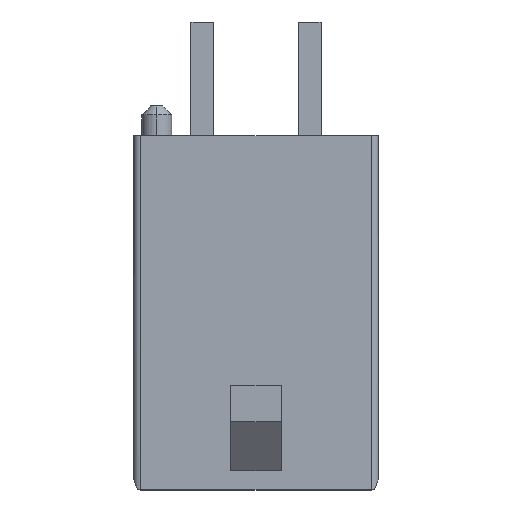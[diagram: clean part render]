
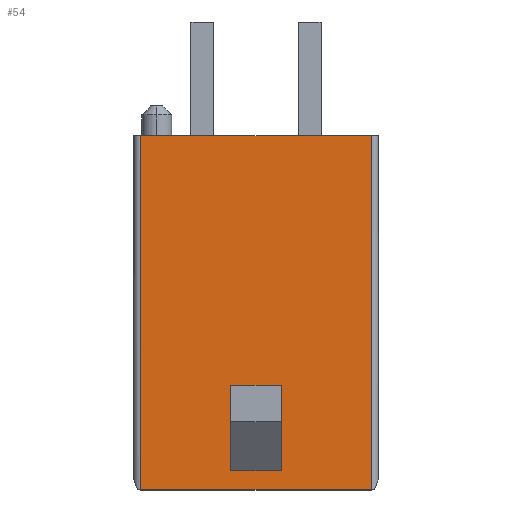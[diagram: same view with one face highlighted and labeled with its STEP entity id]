
A CAD part, top view. The second image highlights one B-rep face of the part: STEP entity #54.
In plain terms, the highlighted planar face has unit normal (0, 0, 1).
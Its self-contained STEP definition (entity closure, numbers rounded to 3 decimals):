
#54=ADVANCED_FACE('',(#114,#115),#116,.F.);
#114=FACE_OUTER_BOUND('',#232,.T.);
#115=FACE_BOUND('',#233,.T.);
#116=PLANE('',#234);
#232=EDGE_LOOP('',(#368,#369,#370,#371));
#233=EDGE_LOOP('',(#372,#373,#374,#375));
#234=AXIS2_PLACEMENT_3D('',#376,#377,#378);
#368=ORIENTED_EDGE('',*,*,#798,.T.);
#369=ORIENTED_EDGE('',*,*,#799,.F.);
#370=ORIENTED_EDGE('',*,*,#800,.F.);
#371=ORIENTED_EDGE('',*,*,#801,.T.);
#372=ORIENTED_EDGE('',*,*,#802,.F.);
#373=ORIENTED_EDGE('',*,*,#803,.T.);
#374=ORIENTED_EDGE('',*,*,#804,.T.);
#375=ORIENTED_EDGE('',*,*,#805,.F.);
#376=CARTESIAN_POINT('',(-3.225,9.91,4.18));
#377=DIRECTION('',(0.,0.0,-1.0));
#378=DIRECTION('',(0.0,-1.0,0.0));
#798=EDGE_CURVE('',#948,#949,#950,.T.);
#799=EDGE_CURVE('',#951,#949,#952,.T.);
#800=EDGE_CURVE('',#953,#951,#954,.T.);
#801=EDGE_CURVE('',#953,#948,#955,.T.);
#802=EDGE_CURVE('',#956,#957,#958,.T.);
#803=EDGE_CURVE('',#956,#959,#960,.T.);
#804=EDGE_CURVE('',#959,#961,#962,.T.);
#805=EDGE_CURVE('',#957,#961,#963,.T.);
#948=VERTEX_POINT('',#1186);
#949=VERTEX_POINT('',#1187);
#950=LINE('',#1188,#1189);
#951=VERTEX_POINT('',#1190);
#952=LINE('',#1191,#1192);
#953=VERTEX_POINT('',#1193);
#954=LINE('',#1194,#1195);
#955=LINE('',#1196,#1197);
#956=VERTEX_POINT('',#1198);
#957=VERTEX_POINT('',#1199);
#958=LINE('',#1200,#1201);
#959=VERTEX_POINT('',#1202);
#960=LINE('',#1203,#1204);
#961=VERTEX_POINT('',#1205);
#962=LINE('',#1206,#1207);
#963=LINE('',#1208,#1209);
#1186=CARTESIAN_POINT('',(-3.225,0.0,4.18));
#1187=CARTESIAN_POINT('',(3.225,0.0,4.18));
#1188=CARTESIAN_POINT('',(-3.225,0.0,4.18));
#1189=VECTOR('',#1517,1.0);
#1190=CARTESIAN_POINT('',(3.225,9.91,4.18));
#1191=CARTESIAN_POINT('',(3.225,9.91,4.18));
#1192=VECTOR('',#1518,1.0);
#1193=CARTESIAN_POINT('',(-3.225,9.91,4.18));
#1194=CARTESIAN_POINT('',(-3.225,9.91,4.18));
#1195=VECTOR('',#1519,1.0);
#1196=CARTESIAN_POINT('',(-3.225,9.91,4.18));
#1197=VECTOR('',#1520,1.0);
#1198=CARTESIAN_POINT('',(0.7,0.536,4.18));
#1199=CARTESIAN_POINT('',(0.7,2.92,4.18));
#1200=CARTESIAN_POINT('',(0.7,0.536,4.18));
#1201=VECTOR('',#1521,1.0);
#1202=CARTESIAN_POINT('',(-0.7,0.536,4.18));
#1203=CARTESIAN_POINT('',(0.7,0.536,4.18));
#1204=VECTOR('',#1522,1.0);
#1205=CARTESIAN_POINT('',(-0.7,2.92,4.18));
#1206=CARTESIAN_POINT('',(-0.7,0.536,4.18));
#1207=VECTOR('',#1523,1.0);
#1208=CARTESIAN_POINT('',(0.7,2.92,4.18));
#1209=VECTOR('',#1524,1.0);
#1517=DIRECTION('',(1.0,0.0,0.));
#1518=DIRECTION('',(0.0,-1.0,0.0));
#1519=DIRECTION('',(1.0,0.0,0.));
#1520=DIRECTION('',(0.0,-1.0,0.0));
#1521=DIRECTION('',(0.0,1.0,0.));
#1522=DIRECTION('',(-1.0,0.0,0.0));
#1523=DIRECTION('',(0.0,1.0,0.));
#1524=DIRECTION('',(-1.0,0.0,0.0));
